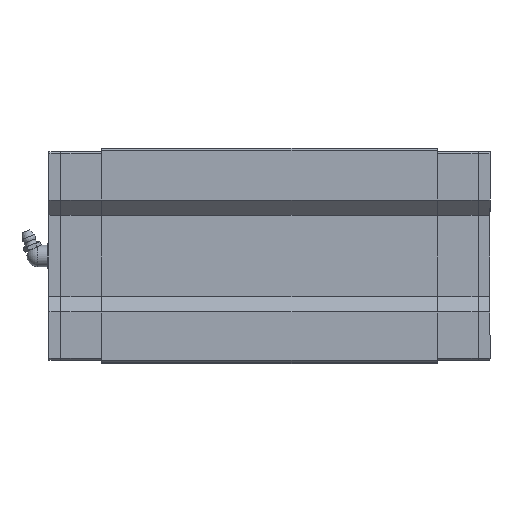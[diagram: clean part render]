
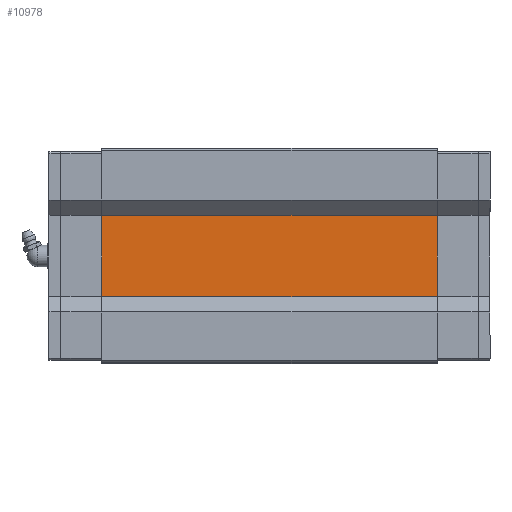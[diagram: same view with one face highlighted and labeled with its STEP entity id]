
A CAD part, front view. The second image highlights one B-rep face of the part: STEP entity #10978.
In plain terms, the highlighted face is planar.
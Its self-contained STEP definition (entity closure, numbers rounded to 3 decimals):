
#829=FACE_OUTER_BOUND('',#1456,.T.);
#1456=EDGE_LOOP('',(#8565,#8566,#8567,#8568));
#2415=LINE('',#16773,#3706);
#2470=LINE('',#16897,#3761);
#2481=LINE('',#16920,#3772);
#2482=LINE('',#16922,#3773);
#3706=VECTOR('',#13605,10.);
#3761=VECTOR('',#13696,10.);
#3772=VECTOR('',#13723,10.);
#3773=VECTOR('',#13726,10.);
#4878=VERTEX_POINT('',#16770);
#4879=VERTEX_POINT('',#16772);
#4929=VERTEX_POINT('',#16894);
#4930=VERTEX_POINT('',#16896);
#6169=EDGE_CURVE('',#4878,#4879,#2415,.T.);
#6233=EDGE_CURVE('',#4929,#4930,#2470,.T.);
#6245=EDGE_CURVE('',#4878,#4930,#2481,.T.);
#6246=EDGE_CURVE('',#4879,#4929,#2482,.T.);
#8565=ORIENTED_EDGE('',*,*,#6169,.F.);
#8566=ORIENTED_EDGE('',*,*,#6245,.T.);
#8567=ORIENTED_EDGE('',*,*,#6233,.F.);
#8568=ORIENTED_EDGE('',*,*,#6246,.F.);
#10463=PLANE('',#11795);
#10978=ADVANCED_FACE('',(#829),#10463,.F.);
#11795=AXIS2_PLACEMENT_3D('',#16921,#13724,#13725);
#13605=DIRECTION('',(-0.999,-0.039,0.));
#13696=DIRECTION('',(0.999,0.039,0.));
#13723=DIRECTION('',(0.,0.,1.));
#13724=DIRECTION('center_axis',(-0.039,0.999,0.));
#13725=DIRECTION('ref_axis',(0.,0.,
1.));
#13726=DIRECTION('',(0.,0.,1.));
#16770=CARTESIAN_POINT('',(-71.028,-83.111,117.704));
#16772=CARTESIAN_POINT('',(-110.098,-84.649,117.704));
#16773=CARTESIAN_POINT('',(-56.943,-82.557,117.704));
#16894=CARTESIAN_POINT('',(-110.098,-84.649,273.504));
#16896=CARTESIAN_POINT('',(-71.028,-83.111,273.504));
#16897=CARTESIAN_POINT('',(-56.943,-82.557,273.504));
#16920=CARTESIAN_POINT('',(-71.028,-83.111,93.204));
#16921=CARTESIAN_POINT('Origin',(-117.043,-84.923,136.804));
#16922=CARTESIAN_POINT('',(-110.098,-84.649,93.204));
